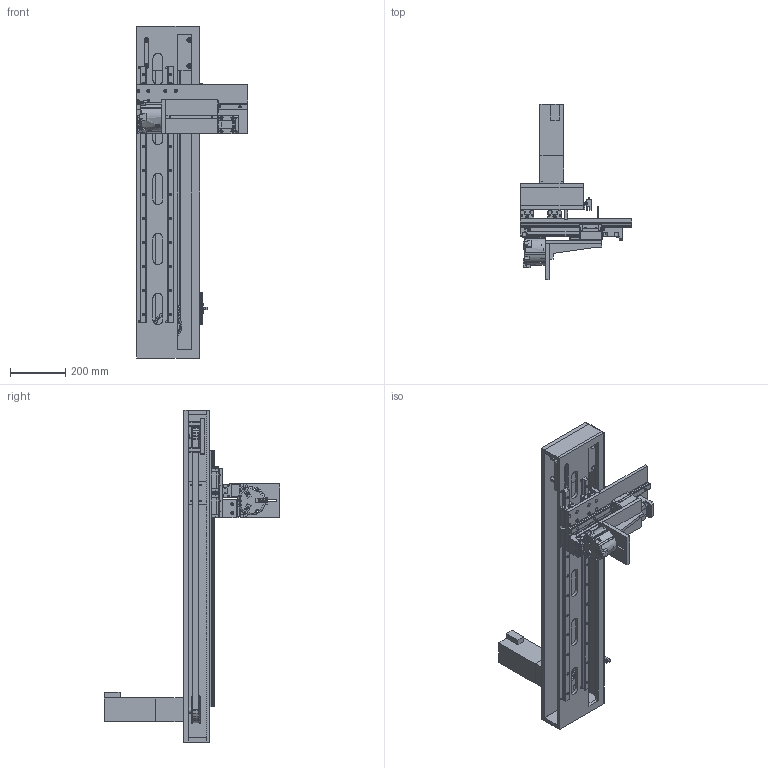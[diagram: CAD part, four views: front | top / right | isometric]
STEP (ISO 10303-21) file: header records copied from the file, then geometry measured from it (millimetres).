
FILE_DESCRIPTION(('FreeCAD Model'),'2;1');
FILE_NAME('Open CASCADE Shape Model','2025-05-04T19:34:32',('FreeCAD'),( 'FreeCAD'),'Open CASCADE STEP processor 7.6','FreeCAD','Unknown');
FILE_SCHEMA(('AUTOMOTIVE_DESIGN { 1 0 10303 214 1 1 1 1 }'));
Products named in the file (1): Open CASCADE STEP translator 7.6 1
Bounding box: 405.37 x 636.29 x 1201.64 mm (x, y, z)
Volume: 14804232.6 mm3; surface area: 2765252.2 mm2
Topology: 45 solids, 45 shells, 2713 faces, 7096 edges, 4652 vertices
Faces by surface type: bspline 2713
Entity records: 83699 total; most frequent: CARTESIAN_POINT 42645, ORIENTED_EDGE 14096, EDGE_CURVE 7048, VERTEX_POINT 4650, B_SPLINE_CURVE_WITH_KNOTS 4550, FACE_BOUND 3200, EDGE_LOOP 3200, ADVANCED_FACE 2713
